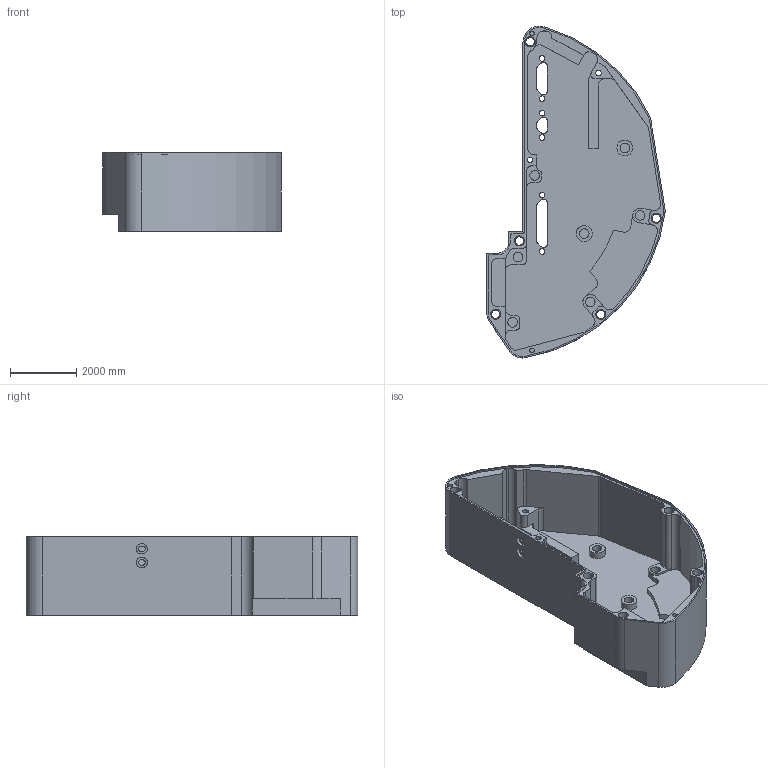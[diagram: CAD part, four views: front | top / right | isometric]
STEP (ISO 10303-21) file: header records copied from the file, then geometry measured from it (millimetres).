
FILE_DESCRIPTION(('produced by SPATIAL CORP'),'2;1');
FILE_NAME( 'cover.step.hh.sat.stp','2002-04-22T10:02:49+00:00',('SPATIAL CORP'),('SPATIAL CORP'), 'ACIS STEP Husk','http://www.spatial.com','SPATIAL CORP');
FILE_SCHEMA(('CONFIG_CONTROL_DESIGN'));
Length unit declared in the file: millimetre
Products named in the file (1): PRODUCT_ID_1
Bounding box: 5378.17 x 9997.71 x 2361 mm (x, y, z)
Volume: 15100036085.3 mm3; surface area: 205047368.3 mm2
Topology: 1 solids, 1 shells, 330 faces, 976 edges, 677 vertices
Faces by surface type: cylinder 190, plane 140
Entity records: 10276 total; most frequent: ORIENTED_EDGE 1952, CARTESIAN_POINT 1744, DIRECTION 1599, EDGE_CURVE 976, VERTEX_POINT 677, AXIS2_PLACEMENT_3D 542, VECTOR 515, LINE 515
